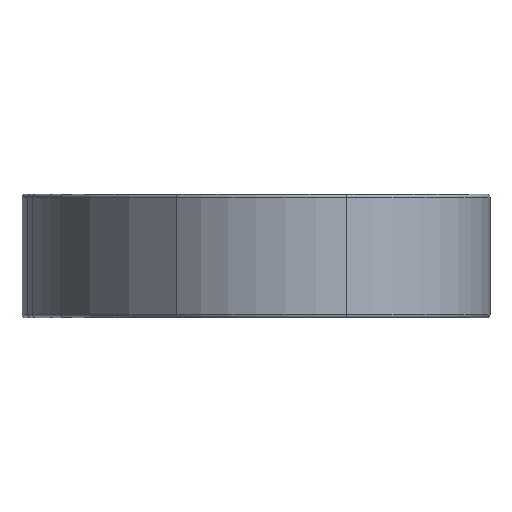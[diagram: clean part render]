
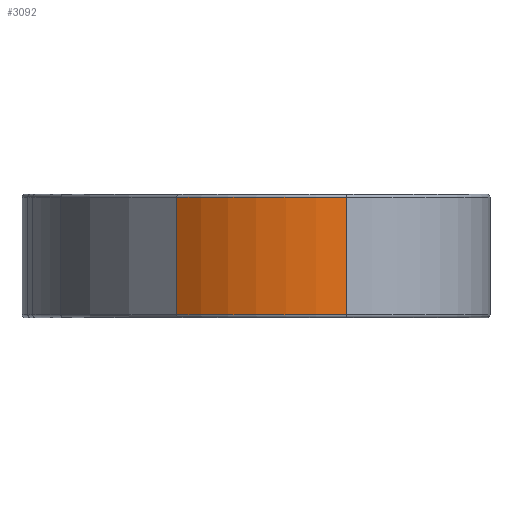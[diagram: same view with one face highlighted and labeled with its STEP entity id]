
A CAD part, front view. The second image highlights one B-rep face of the part: STEP entity #3092.
In plain terms, the highlighted cylindrical face has radius 33.562 mm (diameter 67.124 mm), a partial arc.
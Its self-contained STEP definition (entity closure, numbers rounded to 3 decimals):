
#88 = CARTESIAN_POINT ( 'NONE',  ( -12.442, 8.009, 10. ) ) ;
#140 = DIRECTION ( 'NONE',  ( 0., 0., -1. ) ) ;
#281 = CARTESIAN_POINT ( 'NONE',  ( 14.995, 0.437, -9.5 ) ) ;
#287 = CARTESIAN_POINT ( 'NONE',  ( 14.995, 0.437, 9.5 ) ) ;
#463 = AXIS2_PLACEMENT_3D ( 'NONE', #1322, #2989, #2762 ) ;
#495 = EDGE_LOOP ( 'NONE', ( #1073, #1451, #2266, #2069 ) ) ;
#609 = CARTESIAN_POINT ( 'NONE',  ( 9.363, 33.523, -9.5 ) ) ;
#729 = DIRECTION ( 'NONE',  ( -1., 0., 0. ) ) ;
#767 = DIRECTION ( 'NONE',  ( 0., 0., -1. ) ) ;
#768 = EDGE_CURVE ( 'NONE', #2295, #1203, #4241, .T. ) ;
#999 = CARTESIAN_POINT ( 'NONE',  ( -12.442, 8.009, -9.5 ) ) ;
#1045 = VERTEX_POINT ( 'NONE', #281 ) ;
#1073 = ORIENTED_EDGE ( 'NONE', *, *, #768, .T. ) ;
#1203 = VERTEX_POINT ( 'NONE', #999 ) ;
#1292 = DIRECTION ( 'NONE',  ( 0., 0., -1. ) ) ;
#1322 = CARTESIAN_POINT ( 'NONE',  ( 9.363, 33.523, 9.5 ) ) ;
#1331 = CIRCLE ( 'NONE', #3564, 33.562 ) ;
#1451 = ORIENTED_EDGE ( 'NONE', *, *, #2489, .T. ) ;
#1552 = EDGE_CURVE ( 'NONE', #1922, #2295, #3279, .T. ) ;
#1758 = FACE_OUTER_BOUND ( 'NONE', #495, .T. ) ;
#1911 = LINE ( 'NONE', #2321, #3050 ) ;
#1922 = VERTEX_POINT ( 'NONE', #287 ) ;
#2069 = ORIENTED_EDGE ( 'NONE', *, *, #1552, .T. ) ;
#2266 = ORIENTED_EDGE ( 'NONE', *, *, #2726, .F. ) ;
#2295 = VERTEX_POINT ( 'NONE', #2531 ) ;
#2321 = CARTESIAN_POINT ( 'NONE',  ( 14.995, 0.437, 10. ) ) ;
#2421 = CYLINDRICAL_SURFACE ( 'NONE', #3259, 33.562 ) ;
#2489 = EDGE_CURVE ( 'NONE', #1203, #1045, #1331, .T. ) ;
#2531 = CARTESIAN_POINT ( 'NONE',  ( -12.442, 8.009, 9.5 ) ) ;
#2717 = VECTOR ( 'NONE', #767, 1000. ) ;
#2726 = EDGE_CURVE ( 'NONE', #1922, #1045, #1911, .T. ) ;
#2762 = DIRECTION ( 'NONE',  ( 1., 0., 0. ) ) ;
#2954 = DIRECTION ( 'NONE',  ( 0., 0., 1. ) ) ;
#2989 = DIRECTION ( 'NONE',  ( 0., 0., -1. ) ) ;
#2990 = DIRECTION ( 'NONE',  ( 1., 0., 0. ) ) ;
#3050 = VECTOR ( 'NONE', #1292, 1000. ) ;
#3092 = ADVANCED_FACE ( 'NONE', ( #1758 ), #2421, .T. ) ;
#3259 = AXIS2_PLACEMENT_3D ( 'NONE', #3489, #140, #729 ) ;
#3279 = CIRCLE ( 'NONE', #463, 33.562 ) ;
#3489 = CARTESIAN_POINT ( 'NONE',  ( 9.363, 33.523, 10. ) ) ;
#3564 = AXIS2_PLACEMENT_3D ( 'NONE', #609, #2954, #2990 ) ;
#4241 = LINE ( 'NONE', #88, #2717 ) ;
